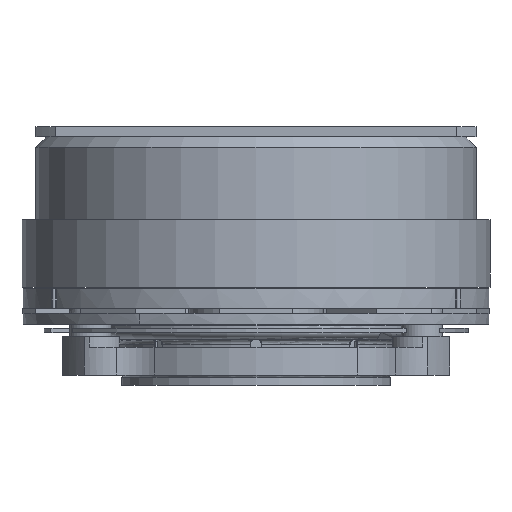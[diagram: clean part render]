
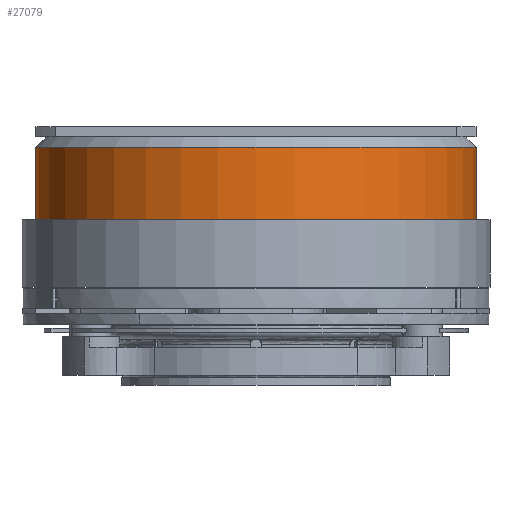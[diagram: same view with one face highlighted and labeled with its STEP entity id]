
A CAD part, front view. The second image highlights one B-rep face of the part: STEP entity #27079.
In plain terms, the highlighted cylindrical face has radius 42.55 mm (diameter 85.1 mm), a partial arc.
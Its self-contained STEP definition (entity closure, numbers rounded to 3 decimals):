
#5955 = CARTESIAN_POINT ( 'NONE',  ( -42.55, 0., 7. ) ) ;
#6007 = DIRECTION ( 'NONE',  ( 0., 0., -1. ) ) ;
#6008 = VECTOR ( 'NONE', #6007, 1000. ) ;
#6009 = CARTESIAN_POINT ( 'NONE',  ( 42.55, 0., 23. ) ) ;
#6010 = LINE ( 'NONE', #6009, #6008 ) ;
#6075 = DIRECTION ( 'NONE',  ( 0., 0., -1. ) ) ;
#6076 = VECTOR ( 'NONE', #6075, 1000. ) ;
#6078 = CARTESIAN_POINT ( 'NONE',  ( -42.55, 0., 23. ) ) ;
#6079 = LINE ( 'NONE', #6078, #6076 ) ;
#6660 = DIRECTION ( 'NONE',  ( 1., 0., 0. ) ) ;
#6661 = DIRECTION ( 'NONE',  ( 0., 0., -1. ) ) ;
#6662 = CARTESIAN_POINT ( 'NONE',  ( 0., 0., 7. ) ) ;
#6663 = AXIS2_PLACEMENT_3D ( 'NONE', #6662, #6661, #6660 ) ;
#6664 = CIRCLE ( 'NONE', #6663, 42.55 ) ;
#7131 = DIRECTION ( 'NONE',  ( 1., 0., 0. ) ) ;
#7132 = DIRECTION ( 'NONE',  ( 0., 0., -1. ) ) ;
#7133 = CARTESIAN_POINT ( 'NONE',  ( 0., 0., 21. ) ) ;
#7134 = AXIS2_PLACEMENT_3D ( 'NONE', #7133, #7132, #7131 ) ;
#7135 = CIRCLE ( 'NONE', #7134, 42.55 ) ;
#7170 = DIRECTION ( 'NONE',  ( -1., 0., 0. ) ) ;
#7171 = DIRECTION ( 'NONE',  ( 0., 0., -1. ) ) ;
#7173 = AXIS2_PLACEMENT_3D ( 'NONE', #7175, #7171, #7170 ) ;
#7175 = CARTESIAN_POINT ( 'NONE',  ( 0., 0., 23. ) ) ;
#7176 = CYLINDRICAL_SURFACE ( 'NONE', #7173, 42.55 ) ;
#7177 = FACE_OUTER_BOUND ( 'NONE', #26946, .T. ) ;
#8942 = VERTEX_POINT ( 'NONE', #19765 ) ;
#8997 = VERTEX_POINT ( 'NONE', #19869 ) ;
#9157 = VERTEX_POINT ( 'NONE', #20190 ) ;
#19765 = CARTESIAN_POINT ( 'NONE',  ( 42.55, 0., 21. ) ) ;
#19869 = CARTESIAN_POINT ( 'NONE',  ( -42.55, 0., 21. ) ) ;
#20190 = CARTESIAN_POINT ( 'NONE',  ( 42.55, 0., 7. ) ) ;
#26416 = VERTEX_POINT ( 'NONE', #5955 ) ;
#26426 = EDGE_CURVE ( 'NONE', #8942, #9157, #6010, .T. ) ;
#26494 = EDGE_CURVE ( 'NONE', #8997, #26416, #6079, .T. ) ;
#26777 = EDGE_CURVE ( 'NONE', #9157, #26416, #6664, .T. ) ;
#26946 = EDGE_LOOP ( 'NONE', ( #27094, #27049, #27093, #27124 ) ) ;
#27049 = ORIENTED_EDGE ( 'NONE', *, *, #27063, .T. ) ;
#27063 = EDGE_CURVE ( 'NONE', #8942, #8997, #7135, .T. ) ;
#27079 = ADVANCED_FACE ( 'NONE', ( #7177 ), #7176, .T. ) ;
#27093 = ORIENTED_EDGE ( 'NONE', *, *, #26494, .T. ) ;
#27094 = ORIENTED_EDGE ( 'NONE', *, *, #26426, .F. ) ;
#27124 = ORIENTED_EDGE ( 'NONE', *, *, #26777, .F. ) ;
